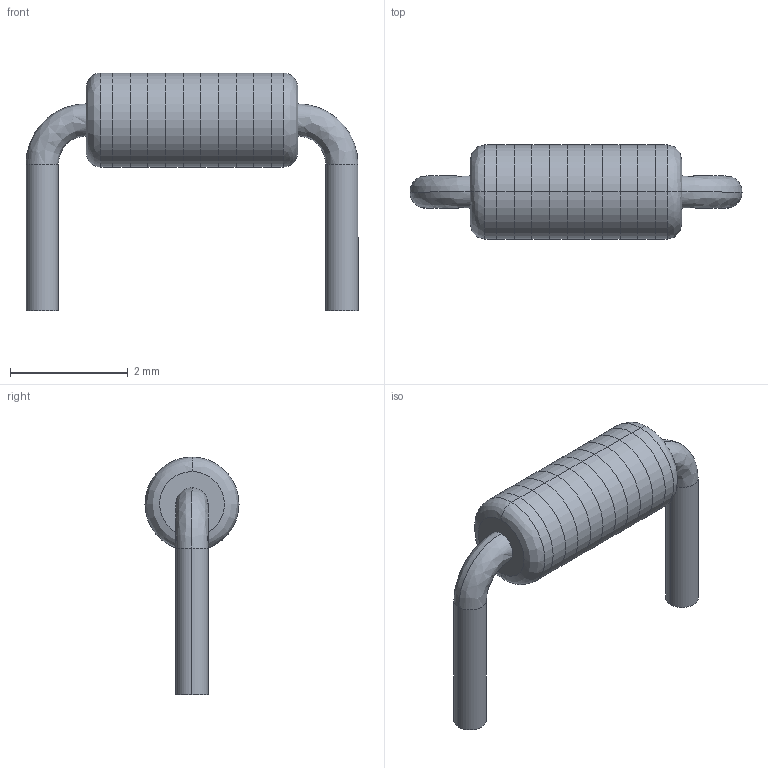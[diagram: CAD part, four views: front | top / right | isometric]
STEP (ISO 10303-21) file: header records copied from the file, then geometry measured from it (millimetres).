
FILE_DESCRIPTION (( 'STEP AP214' ), '1' );
FILE_NAME ('User Library-CCF50_10K0_b5.STEP', '2022-10-20T04:15:18', ( '' ), ( '' ), 'SwSTEP 2.0', 'SolidWorks 2022', '' );
FILE_SCHEMA (( 'AUTOMOTIVE_DESIGN' ));
Length unit declared in the file: centimetre
Products named in the file (4): WIRE_BEND_508; Ring1_10K0; BODY; User Library-CCF50_10K0_b5
Assembly tree (4 placements, depth 2):
  User Library-CCF50_10K0_b5
    BODY
    Ring1_10K0
    WIRE_BEND_508  x2
Bounding box: 5.65 x 1.6 x 4.05 mm (x, y, z)
Volume: 8.9 mm3; surface area: 74.9 mm2
Topology: 13 solids, 13 shells, 60 faces, 94 edges, 60 vertices
Faces by surface type: cylinder 26, plane 26, bspline 8
Entity records: 2151 total; most frequent: CARTESIAN_POINT 319, DIRECTION 242, ORIENTED_EDGE 168, AXIS2_PLACEMENT_3D 109, EDGE_CURVE 84, UNCERTAINTY_MEASURE_WITH_UNIT 73, SURFACE_STYLE_USAGE 69, PRESENTATION_LAYER_ASSIGNMENT 69
